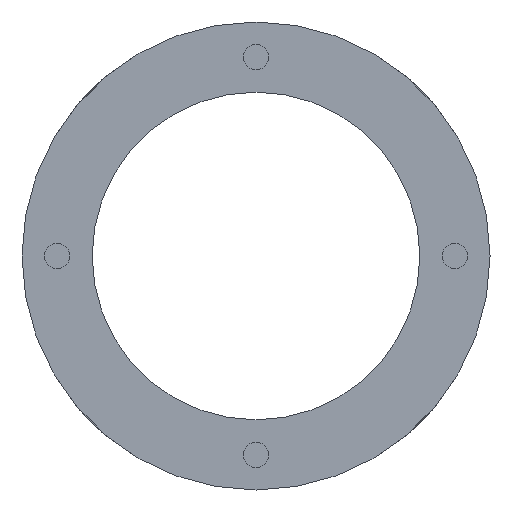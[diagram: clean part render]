
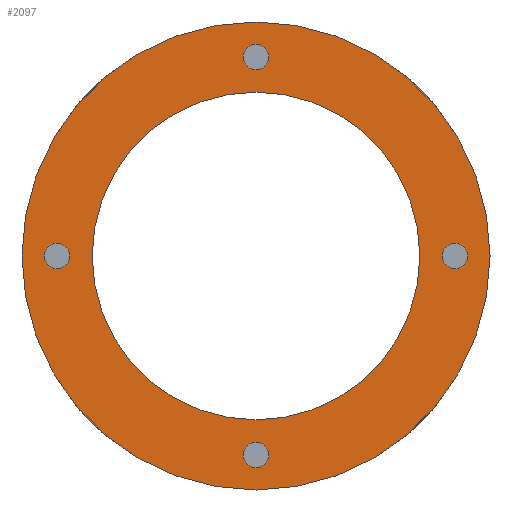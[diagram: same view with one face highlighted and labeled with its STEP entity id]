
A CAD part, left-side view. The second image highlights one B-rep face of the part: STEP entity #2097.
In plain terms, the highlighted planar face has unit normal (-1, 0, 0).
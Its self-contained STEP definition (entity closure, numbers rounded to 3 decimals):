
#255 = CIRCLE ( 'NONE', #3424, 1.621 ) ;
#295 = CIRCLE ( 'NONE', #3435, 21. ) ;
#431 = DIRECTION ( 'NONE',  ( -1., 0., 0. ) ) ;
#433 = PLANE ( 'NONE',  #1309 ) ;
#435 = CARTESIAN_POINT ( 'NONE',  ( 0., 25.5, 0. ) ) ;
#436 = DIRECTION ( 'NONE',  ( 0., 0., 1. ) ) ;
#518 = CARTESIAN_POINT ( 'NONE',  ( 0., 25.5, 0. ) ) ;
#519 = DIRECTION ( 'NONE',  ( 1., 0., 0. ) ) ;
#520 = DIRECTION ( 'NONE',  ( 0., 0., 1. ) ) ;
#521 = CARTESIAN_POINT ( 'NONE',  ( 0., 0., -25.5 ) ) ;
#522 = DIRECTION ( 'NONE',  ( 1., 0., 0. ) ) ;
#523 = DIRECTION ( 'NONE',  ( 0., 0., 1. ) ) ;
#524 = CARTESIAN_POINT ( 'NONE',  ( 0., -25.5, 0. ) ) ;
#525 = DIRECTION ( 'NONE',  ( 1., 0., 0. ) ) ;
#526 = DIRECTION ( 'NONE',  ( 0., 0., 1. ) ) ;
#527 = CARTESIAN_POINT ( 'NONE',  ( 0., 0., 25.5 ) ) ;
#528 = DIRECTION ( 'NONE',  ( 1., 0., 0. ) ) ;
#529 = DIRECTION ( 'NONE',  ( 0., 0., 1. ) ) ;
#531 = CARTESIAN_POINT ( 'NONE',  ( 0., 0., 0. ) ) ;
#532 = DIRECTION ( 'NONE',  ( 1., 0., 0. ) ) ;
#533 = DIRECTION ( 'NONE',  ( 0., 0., -1. ) ) ;
#607 = CARTESIAN_POINT ( 'NONE',  ( 0., 0., 0. ) ) ;
#608 = DIRECTION ( 'NONE',  ( 1., 0., 0. ) ) ;
#609 = DIRECTION ( 'NONE',  ( 0., 0., -1. ) ) ;
#1039 = VERTEX_POINT ( 'NONE', #2524 ) ;
#1046 = EDGE_LOOP ( 'NONE', ( #1561, #1528 ) ) ;
#1115 = VERTEX_POINT ( 'NONE', #2536 ) ;
#1122 = VERTEX_POINT ( 'NONE', #2522 ) ;
#1130 = VERTEX_POINT ( 'NONE', #2542 ) ;
#1142 = VERTEX_POINT ( 'NONE', #2544 ) ;
#1143 = VERTEX_POINT ( 'NONE', #2546 ) ;
#1199 = VERTEX_POINT ( 'NONE', #2594 ) ;
#1215 = VERTEX_POINT ( 'NONE', #2622 ) ;
#1246 = VERTEX_POINT ( 'NONE', #2676 ) ;
#1266 = VERTEX_POINT ( 'NONE', #2711 ) ;
#1309 = AXIS2_PLACEMENT_3D ( 'NONE', #435, #431, #436 ) ;
#1329 = AXIS2_PLACEMENT_3D ( 'NONE', #518, #519, #520 ) ;
#1409 = ORIENTED_EDGE ( 'NONE', *, *, #1892, .T. ) ;
#1456 = VERTEX_POINT ( 'NONE', #2735 ) ;
#1460 = VERTEX_POINT ( 'NONE', #2734 ) ;
#1474 = ORIENTED_EDGE ( 'NONE', *, *, #2588, .T. ) ;
#1478 = ORIENTED_EDGE ( 'NONE', *, *, #2578, .T. ) ;
#1517 = ORIENTED_EDGE ( 'NONE', *, *, #2585, .T. ) ;
#1524 = ORIENTED_EDGE ( 'NONE', *, *, #1899, .T. ) ;
#1528 = ORIENTED_EDGE ( 'NONE', *, *, #2581, .T. ) ;
#1533 = ORIENTED_EDGE ( 'NONE', *, *, #1898, .F. ) ;
#1534 = ORIENTED_EDGE ( 'NONE', *, *, #2599, .F. ) ;
#1539 = ORIENTED_EDGE ( 'NONE', *, *, #1896, .T. ) ;
#1540 = ORIENTED_EDGE ( 'NONE', *, *, #2583, .T. ) ;
#1555 = ORIENTED_EDGE ( 'NONE', *, *, #1658, .T. ) ;
#1561 = ORIENTED_EDGE ( 'NONE', *, *, #1889, .T. ) ;
#1658 = EDGE_CURVE ( 'NONE', #1039, #1142, #295, .T. ) ;
#1889 = EDGE_CURVE ( 'NONE', #1115, #1122, #255, .T. ) ;
#1892 = EDGE_CURVE ( 'NONE', #1130, #1266, #3541, .T. ) ;
#1896 = EDGE_CURVE ( 'NONE', #1215, #1246, #3537, .T. ) ;
#1898 = EDGE_CURVE ( 'NONE', #1460, #1456, #3538, .T. ) ;
#1899 = EDGE_CURVE ( 'NONE', #1199, #1143, #3542, .T. ) ;
#1932 = EDGE_LOOP ( 'NONE', ( #1409, #1478 ) ) ;
#1933 = EDGE_LOOP ( 'NONE', ( #1533, #1534 ) ) ;
#1989 = EDGE_LOOP ( 'NONE', ( #1474, #1555 ) ) ;
#1990 = EDGE_LOOP ( 'NONE', ( #1539, #1540 ) ) ;
#1992 = EDGE_LOOP ( 'NONE', ( #1524, #1517 ) ) ;
#2097 = ADVANCED_FACE ( 'NONE', ( #2263, #2271, #2267, #2265, #2269, #2272 ), #433, .T. ) ;
#2263 = FACE_BOUND ( 'NONE', #1989, .T. ) ;
#2265 = FACE_BOUND ( 'NONE', #1046, .T. ) ;
#2267 = FACE_BOUND ( 'NONE', #1990, .T. ) ;
#2269 = FACE_BOUND ( 'NONE', #1932, .T. ) ;
#2271 = FACE_BOUND ( 'NONE', #1992, .T. ) ;
#2272 = FACE_OUTER_BOUND ( 'NONE', #1933, .T. ) ;
#2319 = CIRCLE ( 'NONE', #1329, 1.621 ) ;
#2320 = CIRCLE ( 'NONE', #2638, 1.621 ) ;
#2321 = CIRCLE ( 'NONE', #2640, 1.621 ) ;
#2322 = CIRCLE ( 'NONE', #2642, 1.621 ) ;
#2323 = CIRCLE ( 'NONE', #2645, 21. ) ;
#2326 = CIRCLE ( 'NONE', #2652, 30. ) ;
#2522 = CARTESIAN_POINT ( 'NONE',  ( 0., 0., -27.121 ) ) ;
#2524 = CARTESIAN_POINT ( 'NONE',  ( 0., 0., 21. ) ) ;
#2536 = CARTESIAN_POINT ( 'NONE',  ( 0., 0., -23.879 ) ) ;
#2542 = CARTESIAN_POINT ( 'NONE',  ( 0., 25.5, 1.621 ) ) ;
#2544 = CARTESIAN_POINT ( 'NONE',  ( 0., 0., -21. ) ) ;
#2546 = CARTESIAN_POINT ( 'NONE',  ( 0., 0., 23.879 ) ) ;
#2578 = EDGE_CURVE ( 'NONE', #1266, #1130, #2319, .T. ) ;
#2581 = EDGE_CURVE ( 'NONE', #1122, #1115, #2320, .T. ) ;
#2583 = EDGE_CURVE ( 'NONE', #1246, #1215, #2321, .T. ) ;
#2585 = EDGE_CURVE ( 'NONE', #1143, #1199, #2322, .T. ) ;
#2588 = EDGE_CURVE ( 'NONE', #1142, #1039, #2323, .T. ) ;
#2594 = CARTESIAN_POINT ( 'NONE',  ( 0., 0., 27.121 ) ) ;
#2599 = EDGE_CURVE ( 'NONE', #1456, #1460, #2326, .T. ) ;
#2622 = CARTESIAN_POINT ( 'NONE',  ( 0., -25.5, 1.621 ) ) ;
#2638 = AXIS2_PLACEMENT_3D ( 'NONE', #521, #522, #523 ) ;
#2640 = AXIS2_PLACEMENT_3D ( 'NONE', #524, #525, #526 ) ;
#2642 = AXIS2_PLACEMENT_3D ( 'NONE', #527, #528, #529 ) ;
#2645 = AXIS2_PLACEMENT_3D ( 'NONE', #531, #532, #533 ) ;
#2652 = AXIS2_PLACEMENT_3D ( 'NONE', #607, #608, #609 ) ;
#2676 = CARTESIAN_POINT ( 'NONE',  ( 0., -25.5, -1.621 ) ) ;
#2711 = CARTESIAN_POINT ( 'NONE',  ( 0., 25.5, -1.621 ) ) ;
#2734 = CARTESIAN_POINT ( 'NONE',  ( 0., 0., -30. ) ) ;
#2735 = CARTESIAN_POINT ( 'NONE',  ( 0., 0., 30. ) ) ;
#2795 = CARTESIAN_POINT ( 'NONE',  ( 0., 0., 0. ) ) ;
#2796 = DIRECTION ( 'NONE',  ( 1., 0., 0. ) ) ;
#2797 = DIRECTION ( 'NONE',  ( 0., 0., -1. ) ) ;
#2871 = CARTESIAN_POINT ( 'NONE',  ( 0., 0., -25.5 ) ) ;
#2872 = DIRECTION ( 'NONE',  ( 1., 0., 0. ) ) ;
#2873 = DIRECTION ( 'NONE',  ( 0., 0., 1. ) ) ;
#2879 = CARTESIAN_POINT ( 'NONE',  ( 0., 25.5, 0. ) ) ;
#2880 = DIRECTION ( 'NONE',  ( 1., 0., 0. ) ) ;
#2881 = DIRECTION ( 'NONE',  ( 0., 0., 1. ) ) ;
#2887 = CARTESIAN_POINT ( 'NONE',  ( 0., -25.5, 0. ) ) ;
#2888 = DIRECTION ( 'NONE',  ( 1., 0., 0. ) ) ;
#2889 = DIRECTION ( 'NONE',  ( 0., 0., 1. ) ) ;
#2923 = CARTESIAN_POINT ( 'NONE',  ( 0., 0., 0. ) ) ;
#2924 = DIRECTION ( 'NONE',  ( 1., 0., 0. ) ) ;
#2925 = DIRECTION ( 'NONE',  ( 0., 0., -1. ) ) ;
#2928 = CARTESIAN_POINT ( 'NONE',  ( 0., 0., 25.5 ) ) ;
#2929 = DIRECTION ( 'NONE',  ( 1., 0., 0. ) ) ;
#2930 = DIRECTION ( 'NONE',  ( 0., 0., 1. ) ) ;
#3420 = AXIS2_PLACEMENT_3D ( 'NONE', #2928, #2929, #2930 ) ;
#3421 = AXIS2_PLACEMENT_3D ( 'NONE', #2923, #2924, #2925 ) ;
#3422 = AXIS2_PLACEMENT_3D ( 'NONE', #2887, #2888, #2889 ) ;
#3423 = AXIS2_PLACEMENT_3D ( 'NONE', #2879, #2880, #2881 ) ;
#3424 = AXIS2_PLACEMENT_3D ( 'NONE', #2871, #2872, #2873 ) ;
#3435 = AXIS2_PLACEMENT_3D ( 'NONE', #2795, #2796, #2797 ) ;
#3537 = CIRCLE ( 'NONE', #3422, 1.621 ) ;
#3538 = CIRCLE ( 'NONE', #3421, 30. ) ;
#3541 = CIRCLE ( 'NONE', #3423, 1.621 ) ;
#3542 = CIRCLE ( 'NONE', #3420, 1.621 ) ;
